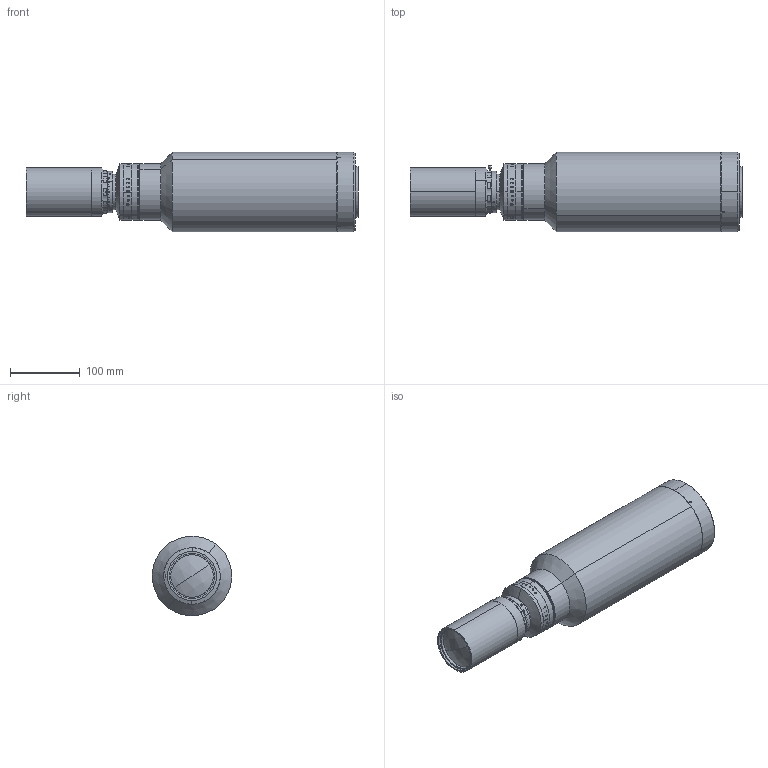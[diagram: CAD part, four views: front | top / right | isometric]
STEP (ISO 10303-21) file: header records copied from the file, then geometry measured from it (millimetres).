
FILE_DESCRIPTION (( 'STEP AP203' ), '1' );
FILE_NAME ('XF-PTL04582-M72-12-VI.STEP', '2019-12-04T06:46:19', ( 'canrill005' ), ( '' ), 'SwSTEP 2.0', 'SolidWorks 2014', '' );
FILE_SCHEMA (( 'CONFIG_CONTROL_DESIGN' ));
Length unit declared in the file: millimetre
Products named in the file (1): XF-PTL04582-M72-12-VI
Bounding box: 476.42 x 114 x 114 mm (x, y, z)
Surface area: 194870.7 mm2 (no closed solid volume)
Topology: 0 solids, 78 shells, 225 faces, 1719 edges, 1548 vertices
Faces by surface type: cylinder 153, plane 37, cone 32, sphere 2, bspline 1
Entity records: 28669 total; most frequent: CARTESIAN_POINT 16958, DIRECTION 2172, ORIENTED_EDGE 2024, EDGE_CURVE 1719, VERTEX_POINT 1548, AXIS2_PLACEMENT_3D 841, CIRCLE 616, B_SPLINE_CURVE_WITH_KNOTS 613
